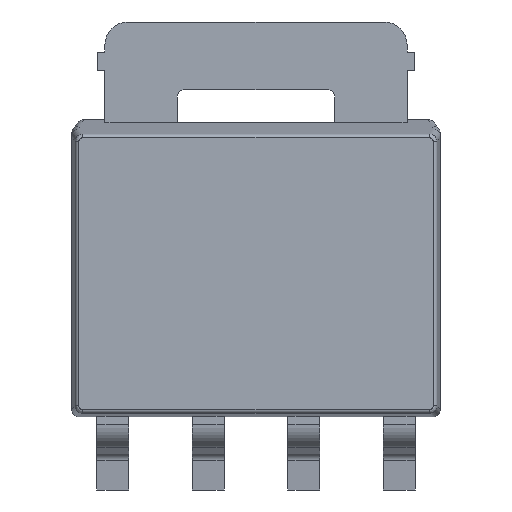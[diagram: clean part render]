
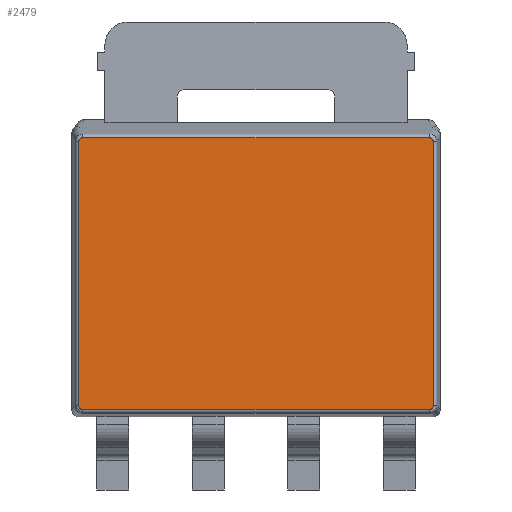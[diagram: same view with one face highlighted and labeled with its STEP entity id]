
A CAD part, top view. The second image highlights one B-rep face of the part: STEP entity #2479.
In plain terms, the highlighted planar face has unit normal (0, 0, 1).
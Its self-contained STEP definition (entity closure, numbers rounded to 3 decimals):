
#94=PLANE('',#2657);
#172=ELLIPSE('',#2630,0.051,0.05);
#175=ELLIPSE('',#2637,0.051,0.05);
#177=ELLIPSE('',#2642,0.051,0.05);
#179=ELLIPSE('',#2647,0.051,0.05);
#234=FACE_OUTER_BOUND('',#364,.T.);
#364=EDGE_LOOP('',(#1786,#1787,#1788,#1789,#1790,#1791,#1792,#1793));
#491=LINE('',#3772,#750);
#493=LINE('',#3808,#752);
#495=LINE('',#3844,#754);
#497=LINE('',#3877,#756);
#750=VECTOR('',#2921,10.);
#752=VECTOR('',#2933,10.);
#754=VECTOR('',#2945,10.);
#756=VECTOR('',#2955,10.);
#1092=VERTEX_POINT('',#3760);
#1093=VERTEX_POINT('',#3762);
#1095=VERTEX_POINT('',#3768);
#1097=VERTEX_POINT('',#3798);
#1099=VERTEX_POINT('',#3804);
#1101=VERTEX_POINT('',#3834);
#1103=VERTEX_POINT('',#3840);
#1105=VERTEX_POINT('',#3870);
#1341=EDGE_CURVE('',#1092,#1093,#172,.T.);
#1346=EDGE_CURVE('',#1093,#1095,#491,.T.);
#1349=EDGE_CURVE('',#1095,#1097,#175,.T.);
#1352=EDGE_CURVE('',#1097,#1099,#493,.T.);
#1355=EDGE_CURVE('',#1099,#1101,#177,.T.);
#1358=EDGE_CURVE('',#1101,#1103,#495,.T.);
#1361=EDGE_CURVE('',#1103,#1105,#179,.T.);
#1363=EDGE_CURVE('',#1105,#1092,#497,.T.);
#1786=ORIENTED_EDGE('',*,*,#1341,.F.);
#1787=ORIENTED_EDGE('',*,*,#1363,.F.);
#1788=ORIENTED_EDGE('',*,*,#1361,.F.);
#1789=ORIENTED_EDGE('',*,*,#1358,.F.);
#1790=ORIENTED_EDGE('',*,*,#1355,.F.);
#1791=ORIENTED_EDGE('',*,*,#1352,.F.);
#1792=ORIENTED_EDGE('',*,*,#1349,.F.);
#1793=ORIENTED_EDGE('',*,*,#1346,.F.);
#2479=ADVANCED_FACE('',(#234),#94,.T.);
#2630=AXIS2_PLACEMENT_3D('',#3763,#2910,#2911);
#2637=AXIS2_PLACEMENT_3D('',#3802,#2926,#2927);
#2642=AXIS2_PLACEMENT_3D('',#3838,#2938,#2939);
#2647=AXIS2_PLACEMENT_3D('',#3874,#2950,#2951);
#2657=AXIS2_PLACEMENT_3D('',#3920,#2989,#2990);
#2910=DIRECTION('center_axis',(0.,0.,-1.));
#2911=DIRECTION('ref_axis',(0.543,0.84,0.));
#2921=DIRECTION('',(0.,-1.,0.));
#2926=DIRECTION('center_axis',(0.,0.,-1.));
#2927=DIRECTION('ref_axis',(0.707,-0.707,0.));
#2933=DIRECTION('',(-1.,0.,0.));
#2938=DIRECTION('center_axis',(0.,0.,-1.));
#2939=DIRECTION('ref_axis',(-0.707,-0.707,0.));
#2945=DIRECTION('',(0.,1.,0.));
#2950=DIRECTION('center_axis',(0.,0.,-1.));
#2951=DIRECTION('ref_axis',(-0.543,0.84,0.));
#2955=DIRECTION('',(1.,0.,0.));
#2989=DIRECTION('center_axis',(0.,0.,1.));
#2990=DIRECTION('ref_axis',(1.,0.,0.));
#3760=CARTESIAN_POINT('',(2.306,1.733,1.2));
#3762=CARTESIAN_POINT('',(2.356,1.684,1.2));
#3763=CARTESIAN_POINT('Origin',(2.305,1.682,1.2));
#3768=CARTESIAN_POINT('',(2.356,-1.831,1.2));
#3772=CARTESIAN_POINT('',(2.356,-0.494,1.2));
#3798=CARTESIAN_POINT('',(2.306,-1.881,1.2));
#3802=CARTESIAN_POINT('Origin',(2.305,-1.83,1.2));
#3804=CARTESIAN_POINT('',(-2.306,-1.881,1.2));
#3808=CARTESIAN_POINT('',(-0.612,-1.881,1.2));
#3834=CARTESIAN_POINT('',(-2.356,-1.831,1.2));
#3838=CARTESIAN_POINT('Origin',(-2.305,-1.83,1.2));
#3840=CARTESIAN_POINT('',(-2.356,1.684,1.2));
#3844=CARTESIAN_POINT('',(-2.356,0.494,1.2));
#3870=CARTESIAN_POINT('',(-2.306,1.733,1.2));
#3874=CARTESIAN_POINT('Origin',(-2.305,1.682,1.2));
#3877=CARTESIAN_POINT('',(0.613,1.733,1.2));
#3920=CARTESIAN_POINT('Origin',(0.,0.,1.2));
